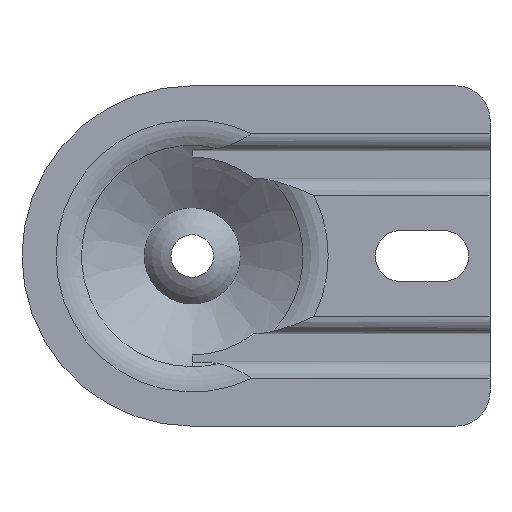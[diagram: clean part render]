
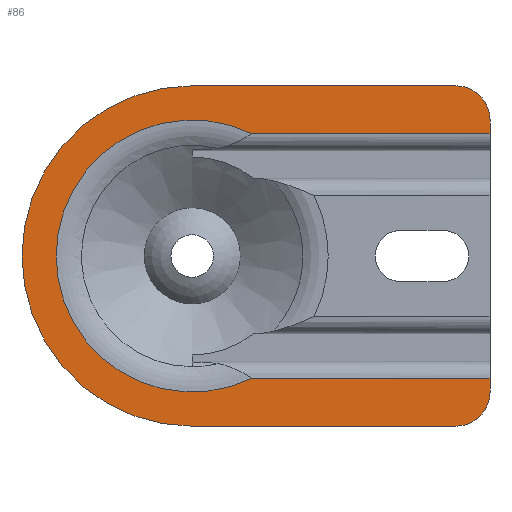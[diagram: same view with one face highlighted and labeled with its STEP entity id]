
A CAD part, front view. The second image highlights one B-rep face of the part: STEP entity #86.
In plain terms, the highlighted planar face has unit normal (0, -1, 0).
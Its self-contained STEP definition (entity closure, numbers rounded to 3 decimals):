
#86 = ADVANCED_FACE( '', ( #192 ), #193, .F. );
#192 = FACE_OUTER_BOUND( '', #317, .T. );
#193 = PLANE( '', #318 );
#317 = EDGE_LOOP( '', ( #516, #517, #518, #519, #520, #521, #522, #523, #524, #525 ) );
#318 = AXIS2_PLACEMENT_3D( '', #526, #527, #528 );
#516 = ORIENTED_EDGE( '', *, *, #788, .F. );
#517 = ORIENTED_EDGE( '', *, *, #789, .F. );
#518 = ORIENTED_EDGE( '', *, *, #746, .F. );
#519 = ORIENTED_EDGE( '', *, *, #760, .F. );
#520 = ORIENTED_EDGE( '', *, *, #790, .T. );
#521 = ORIENTED_EDGE( '', *, *, #791, .T. );
#522 = ORIENTED_EDGE( '', *, *, #720, .F. );
#523 = ORIENTED_EDGE( '', *, *, #763, .F. );
#524 = ORIENTED_EDGE( '', *, *, #738, .F. );
#525 = ORIENTED_EDGE( '', *, *, #792, .T. );
#526 = CARTESIAN_POINT( '', ( 40., 0., 0. ) );
#527 = DIRECTION( '', ( 0., 1., 0. ) );
#528 = DIRECTION( '', ( 0., 0., 1. ) );
#720 = EDGE_CURVE( '', #847, #849, #850, .T. );
#738 = EDGE_CURVE( '', #879, #881, #882, .T. );
#746 = EDGE_CURVE( '', #893, #895, #896, .T. );
#760 = EDGE_CURVE( '', #918, #893, #919, .T. );
#763 = EDGE_CURVE( '', #881, #847, #922, .T. );
#788 = EDGE_CURVE( '', #961, #962, #963, .T. );
#789 = EDGE_CURVE( '', #895, #961, #964, .T. );
#790 = EDGE_CURVE( '', #918, #965, #966, .T. );
#791 = EDGE_CURVE( '', #965, #849, #967, .T. );
#792 = EDGE_CURVE( '', #879, #962, #968, .T. );
#847 = VERTEX_POINT( '', #1037 );
#849 = VERTEX_POINT( '', #1040 );
#850 = LINE( '', #1041, #1042 );
#879 = VERTEX_POINT( '', #1078 );
#881 = VERTEX_POINT( '', #1080 );
#882 = LINE( '', #1081, #1082 );
#893 = VERTEX_POINT( '', #1097 );
#895 = VERTEX_POINT( '', #1100 );
#896 = LINE( '', #1101, #1102 );
#918 = VERTEX_POINT( '', #1150 );
#919 = CIRCLE( '', #1151, 8. );
#922 = CIRCLE( '', #1155, 8. );
#961 = VERTEX_POINT( '', #1253 );
#962 = VERTEX_POINT( '', #1254 );
#963 = CIRCLE( '', #1255, 31.975 );
#964 = LINE( '', #1256, #1257 );
#965 = VERTEX_POINT( '', #1258 );
#966 = LINE( '', #1259, #1260 );
#967 = CIRCLE( '', #1261, 40. );
#968 = LINE( '', #1262, #1263 );
#1037 = CARTESIAN_POINT( '', ( 62., 0., -40. ) );
#1040 = CARTESIAN_POINT( '', ( 0., 0., -40. ) );
#1041 = CARTESIAN_POINT( '', ( 70., 0., -40. ) );
#1042 = VECTOR( '', #1399, 1000. );
#1078 = CARTESIAN_POINT( '', ( 70., 0., -28.75 ) );
#1080 = CARTESIAN_POINT( '', ( 70., 0., -32. ) );
#1081 = CARTESIAN_POINT( '', ( 70., 0., 40. ) );
#1082 = VECTOR( '', #1428, 1000. );
#1097 = CARTESIAN_POINT( '', ( 70., 0., 32. ) );
#1100 = CARTESIAN_POINT( '', ( 70., 0., 28.75 ) );
#1101 = CARTESIAN_POINT( '', ( 70., 0., 40. ) );
#1102 = VECTOR( '', #1440, 1000. );
#1150 = CARTESIAN_POINT( '', ( 62., 0., 40. ) );
#1151 = AXIS2_PLACEMENT_3D( '', #1458, #1459, #1460 );
#1155 = AXIS2_PLACEMENT_3D( '', #1462, #1463, #1464 );
#1253 = CARTESIAN_POINT( '', ( 13.995, 0., 28.75 ) );
#1254 = CARTESIAN_POINT( '', ( 13.995, 0., -28.75 ) );
#1255 = AXIS2_PLACEMENT_3D( '', #1492, #1493, #1494 );
#1256 = CARTESIAN_POINT( '', ( 70., 0., 28.75 ) );
#1257 = VECTOR( '', #1495, 1000. );
#1258 = CARTESIAN_POINT( '', ( 0., 0., 40. ) );
#1259 = CARTESIAN_POINT( '', ( 70., 0., 40. ) );
#1260 = VECTOR( '', #1496, 1000. );
#1261 = AXIS2_PLACEMENT_3D( '', #1497, #1498, #1499 );
#1262 = CARTESIAN_POINT( '', ( 70., 0., -28.75 ) );
#1263 = VECTOR( '', #1500, 1000. );
#1399 = DIRECTION( '', ( -1., 0., 0. ) );
#1428 = DIRECTION( '', ( 0., 0., -1. ) );
#1440 = DIRECTION( '', ( 0., 0., -1. ) );
#1458 = CARTESIAN_POINT( '', ( 62., 0., 32. ) );
#1459 = DIRECTION( '', ( 0., 1., 0. ) );
#1460 = DIRECTION( '', ( 1., 0., 0. ) );
#1462 = CARTESIAN_POINT( '', ( 62., 0., -32. ) );
#1463 = DIRECTION( '', ( 0., 1., 0. ) );
#1464 = DIRECTION( '', ( 1., 0., 0. ) );
#1492 = CARTESIAN_POINT( '', ( 0., 0., 0. ) );
#1493 = DIRECTION( '', ( 0., -1., 0. ) );
#1494 = DIRECTION( '', ( 0., 0., -1. ) );
#1495 = DIRECTION( '', ( -1., 0., 0. ) );
#1496 = DIRECTION( '', ( -1., 0., 0. ) );
#1497 = CARTESIAN_POINT( '', ( 0., 0., 0. ) );
#1498 = DIRECTION( '', ( 0., -1., 0. ) );
#1499 = DIRECTION( '', ( 0., 0., -1. ) );
#1500 = DIRECTION( '', ( -1., 0., 0. ) );
